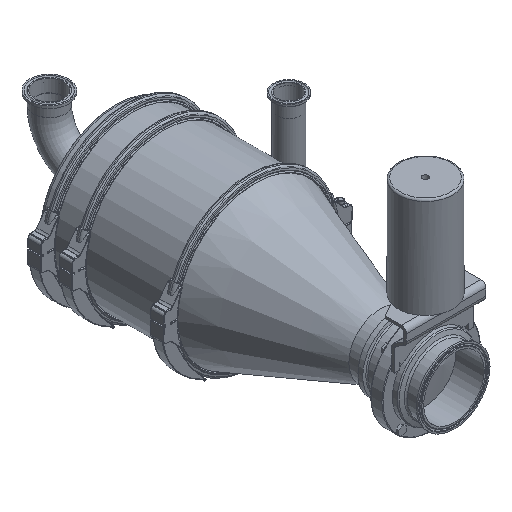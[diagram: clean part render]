
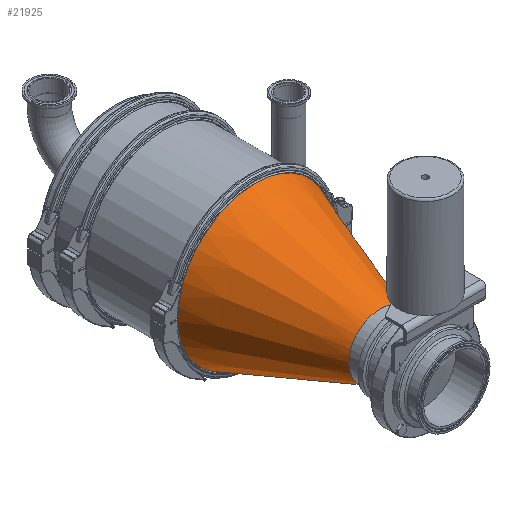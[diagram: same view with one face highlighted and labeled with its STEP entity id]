
A CAD part, isometric view. The second image highlights one B-rep face of the part: STEP entity #21925.
In plain terms, the highlighted conical face has half-angle 20 degrees and reference radius 89.717 mm.
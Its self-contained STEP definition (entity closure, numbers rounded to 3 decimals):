
#24=(
BOUNDED_CURVE()
B_SPLINE_CURVE(2,(#37845,#37846,#37847),.UNSPECIFIED.,.F.,.F.)
B_SPLINE_CURVE_WITH_KNOTS((3,3),(0.,0.08),.UNSPECIFIED.)
CURVE()
GEOMETRIC_REPRESENTATION_ITEM()
RATIONAL_B_SPLINE_CURVE((1.,1.,1.))
REPRESENTATION_ITEM('')
);
#26=(
BOUNDED_CURVE()
B_SPLINE_CURVE(2,(#37912,#37913,#37914),.UNSPECIFIED.,.F.,.F.)
B_SPLINE_CURVE_WITH_KNOTS((3,3),(0.368,0.448),
 .UNSPECIFIED.)
CURVE()
GEOMETRIC_REPRESENTATION_ITEM()
RATIONAL_B_SPLINE_CURVE((1.,1.,1.))
REPRESENTATION_ITEM('')
);
#28=(
BOUNDED_CURVE()
B_SPLINE_CURVE(2,(#41777,#41778,#41779),.UNSPECIFIED.,.F.,.F.)
B_SPLINE_CURVE_WITH_KNOTS((3,3),(0.368,0.448),
 .UNSPECIFIED.)
CURVE()
GEOMETRIC_REPRESENTATION_ITEM()
RATIONAL_B_SPLINE_CURVE((1.,1.,1.))
REPRESENTATION_ITEM('')
);
#30=(
BOUNDED_CURVE()
B_SPLINE_CURVE(2,(#43187,#43188,#43189),.UNSPECIFIED.,.F.,.F.)
B_SPLINE_CURVE_WITH_KNOTS((3,3),(0.,0.08),.UNSPECIFIED.)
CURVE()
GEOMETRIC_REPRESENTATION_ITEM()
RATIONAL_B_SPLINE_CURVE((1.,1.,1.))
REPRESENTATION_ITEM('')
);
#74=FACE_BOUND('',#3975,.T.);
#2702=FACE_OUTER_BOUND('',#3974,.T.);
#3974=EDGE_LOOP('',(#17840,#17841,#17842,#17843,#17844,#17845,#17846,#17847,
#17848,#17849,#17850,#17851,#17852,#17853));
#3975=EDGE_LOOP('',(#17854,#17855,#17856,#17857));
#5193=LINE('',#45430,#6352);
#5194=LINE('',#45432,#6353);
#6352=VECTOR('',#29111,89.717);
#6353=VECTOR('',#29112,89.717);
#7119=CIRCLE('',#23094,127.759);
#7123=CIRCLE('',#23098,127.759);
#7124=CIRCLE('',#23100,127.759);
#7473=CIRCLE('',#23704,127.5);
#7475=CIRCLE('',#23706,127.5);
#7493=CIRCLE('',#23738,127.5);
#7646=CIRCLE('',#24054,127.934);
#7647=CIRCLE('',#24055,127.934);
#7648=CIRCLE('',#24057,51.5);
#7649=CIRCLE('',#24058,51.5);
#8671=VERTEX_POINT('',#37843);
#8672=VERTEX_POINT('',#37844);
#8682=VERTEX_POINT('',#37882);
#8683=VERTEX_POINT('',#37883);
#8689=VERTEX_POINT('',#37898);
#8690=VERTEX_POINT('',#37899);
#8695=VERTEX_POINT('',#37911);
#9089=VERTEX_POINT('',#41776);
#9166=VERTEX_POINT('',#43186);
#9215=VERTEX_POINT('',#43989);
#9478=VERTEX_POINT('',#45425);
#9479=VERTEX_POINT('',#45426);
#9480=VERTEX_POINT('',#45431);
#9481=VERTEX_POINT('',#45433);
#11047=EDGE_CURVE('',#8671,#8672,#24,.T.);
#11058=EDGE_CURVE('',#8682,#8683,#7119,.T.);
#11065=EDGE_CURVE('',#8683,#8671,#7123,.T.);
#11066=EDGE_CURVE('',#8689,#8690,#7124,.T.);
#11072=EDGE_CURVE('',#8695,#8689,#26,.T.);
#11712=EDGE_CURVE('',#9089,#8682,#28,.T.);
#11832=EDGE_CURVE('',#8690,#9166,#30,.T.);
#11909=EDGE_CURVE('',#8672,#9215,#7473,.T.);
#11911=EDGE_CURVE('',#9215,#9089,#7475,.T.);
#11946=EDGE_CURVE('',#9166,#8695,#7493,.T.);
#12340=EDGE_CURVE('',#9478,#9479,#7646,.T.);
#12341=EDGE_CURVE('',#9479,#9478,#7647,.T.);
#12342=EDGE_CURVE('',#9479,#8683,#5193,.T.);
#12343=EDGE_CURVE('',#9215,#9480,#5194,.T.);
#12344=EDGE_CURVE('',#9480,#9481,#7648,.T.);
#12345=EDGE_CURVE('',#9481,#9480,#7649,.T.);
#17840=ORIENTED_EDGE('',*,*,#12340,.F.);
#17841=ORIENTED_EDGE('',*,*,#12341,.F.);
#17842=ORIENTED_EDGE('',*,*,#12342,.T.);
#17843=ORIENTED_EDGE('',*,*,#11065,.T.);
#17844=ORIENTED_EDGE('',*,*,#11047,.T.);
#17845=ORIENTED_EDGE('',*,*,#11909,.T.);
#17846=ORIENTED_EDGE('',*,*,#12343,.T.);
#17847=ORIENTED_EDGE('',*,*,#12344,.T.);
#17848=ORIENTED_EDGE('',*,*,#12345,.T.);
#17849=ORIENTED_EDGE('',*,*,#12343,.F.);
#17850=ORIENTED_EDGE('',*,*,#11911,.T.);
#17851=ORIENTED_EDGE('',*,*,#11712,.T.);
#17852=ORIENTED_EDGE('',*,*,#11058,.T.);
#17853=ORIENTED_EDGE('',*,*,#12342,.F.);
#17854=ORIENTED_EDGE('',*,*,#11072,.T.);
#17855=ORIENTED_EDGE('',*,*,#11066,.T.);
#17856=ORIENTED_EDGE('',*,*,#11832,.T.);
#17857=ORIENTED_EDGE('',*,*,#11946,.T.);
#19805=CONICAL_SURFACE('',#24056,89.717,0.349);
#21925=ADVANCED_FACE('',(#2702,#74),#19805,.T.);
#23094=AXIS2_PLACEMENT_3D('',#37884,#26654,#26655);
#23098=AXIS2_PLACEMENT_3D('',#37896,#26665,#26666);
#23100=AXIS2_PLACEMENT_3D('',#37900,#26669,#26670);
#23704=AXIS2_PLACEMENT_3D('',#43990,#28157,#28158);
#23706=AXIS2_PLACEMENT_3D('',#43992,#28161,#28162);
#23738=AXIS2_PLACEMENT_3D('',#44532,#28236,#28237);
#24054=AXIS2_PLACEMENT_3D('',#45427,#29105,#29106);
#24055=AXIS2_PLACEMENT_3D('',#45428,#29107,#29108);
#24056=AXIS2_PLACEMENT_3D('',#45429,#29109,#29110);
#24057=AXIS2_PLACEMENT_3D('',#45434,#29113,#29114);
#24058=AXIS2_PLACEMENT_3D('',#45435,#29115,#29116);
#26654=DIRECTION('center_axis',(0.,1.,0.));
#26655=DIRECTION('ref_axis',(0.514,0.,0.858));
#26665=DIRECTION('center_axis',(0.,1.,0.));
#26666=DIRECTION('ref_axis',(0.514,0.,0.858));
#26669=DIRECTION('center_axis',(0.,1.,0.));
#26670=DIRECTION('ref_axis',(0.514,0.,0.858));
#28157=DIRECTION('center_axis',(0.,-1.,0.));
#28158=DIRECTION('ref_axis',(-0.988,0.,0.154));
#28161=DIRECTION('center_axis',(0.,-1.,0.));
#28162=DIRECTION('ref_axis',(-0.988,0.,0.154));
#28236=DIRECTION('center_axis',(0.,-1.,0.));
#28237=DIRECTION('ref_axis',(-0.988,0.,0.154));
#29105=DIRECTION('center_axis',(0.,1.,0.));
#29106=DIRECTION('ref_axis',(-0.514,0.,-0.858));
#29107=DIRECTION('center_axis',(0.,1.,0.));
#29108=DIRECTION('ref_axis',(-0.514,0.,-0.858));
#29109=DIRECTION('center_axis',(0.,1.,0.));
#29110=DIRECTION('ref_axis',(0.514,0.,0.858));
#29111=DIRECTION('',(0.176,-0.94,0.293));
#29112=DIRECTION('',(0.176,-0.94,0.293));
#29113=DIRECTION('center_axis',(0.,1.,0.));
#29114=DIRECTION('ref_axis',(-0.514,0.,-0.858));
#29115=DIRECTION('center_axis',(0.,1.,0.));
#29116=DIRECTION('ref_axis',(-0.514,0.,-0.858));
#37843=CARTESIAN_POINT('',(-126.946,331.521,14.398));
#37844=CARTESIAN_POINT('',(-126.719,330.808,14.088));
#37845=CARTESIAN_POINT('Ctrl Pts',(-126.946,331.521,14.398));
#37846=CARTESIAN_POINT('Ctrl Pts',(-126.832,331.164,14.243));
#37847=CARTESIAN_POINT('Ctrl Pts',(-126.719,330.808,14.088));
#37882=CARTESIAN_POINT('',(125.295,331.521,-24.974));
#37883=CARTESIAN_POINT('',(-65.712,331.521,-109.565));
#37884=CARTESIAN_POINT('Origin',(0.,331.521,
0.));
#37896=CARTESIAN_POINT('Origin',(0.,331.521,
0.));
#37898=CARTESIAN_POINT('',(-125.295,331.521,24.974));
#37899=CARTESIAN_POINT('',(126.946,331.521,-14.398));
#37900=CARTESIAN_POINT('Origin',(0.,331.521,
0.));
#37911=CARTESIAN_POINT('',(-124.985,330.808,25.2));
#37912=CARTESIAN_POINT('Ctrl Pts',(-124.985,330.808,25.2));
#37913=CARTESIAN_POINT('Ctrl Pts',(-125.14,331.164,25.087));
#37914=CARTESIAN_POINT('Ctrl Pts',(-125.295,331.521,24.974));
#41776=CARTESIAN_POINT('',(124.985,330.808,-25.2));
#41777=CARTESIAN_POINT('Ctrl Pts',(124.985,330.808,-25.2));
#41778=CARTESIAN_POINT('Ctrl Pts',(125.14,331.164,-25.087));
#41779=CARTESIAN_POINT('Ctrl Pts',(125.295,331.521,-24.974));
#43186=CARTESIAN_POINT('',(126.719,330.808,-14.088));
#43187=CARTESIAN_POINT('Ctrl Pts',(126.946,331.521,-14.398));
#43188=CARTESIAN_POINT('Ctrl Pts',(126.832,331.164,-14.243));
#43189=CARTESIAN_POINT('Ctrl Pts',(126.719,330.808,-14.088));
#43989=CARTESIAN_POINT('',(-65.578,330.808,-109.342));
#43990=CARTESIAN_POINT('Origin',(0.,330.808,0.));
#43992=CARTESIAN_POINT('Origin',(0.,330.808,0.));
#44532=CARTESIAN_POINT('Origin',(0.,330.808,0.));
#45425=CARTESIAN_POINT('',(65.801,332.,109.714));
#45426=CARTESIAN_POINT('',(-65.801,332.,-109.714));
#45427=CARTESIAN_POINT('Origin',(0.,332.,0.));
#45428=CARTESIAN_POINT('Origin',(0.,332.,0.));
#45429=CARTESIAN_POINT('Origin',(0.,227.,0.));
#45430=CARTESIAN_POINT('',(-46.145,227.,-76.94));
#45431=CARTESIAN_POINT('',(-26.488,122.,-44.166));
#45432=CARTESIAN_POINT('',(-46.145,227.,-76.94));
#45433=CARTESIAN_POINT('',(26.488,122.,44.166));
#45434=CARTESIAN_POINT('Origin',(0.,122.,0.));
#45435=CARTESIAN_POINT('Origin',(0.,122.,0.));
